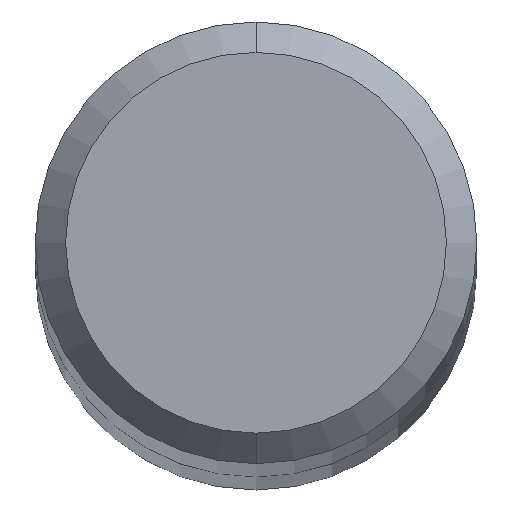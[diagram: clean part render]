
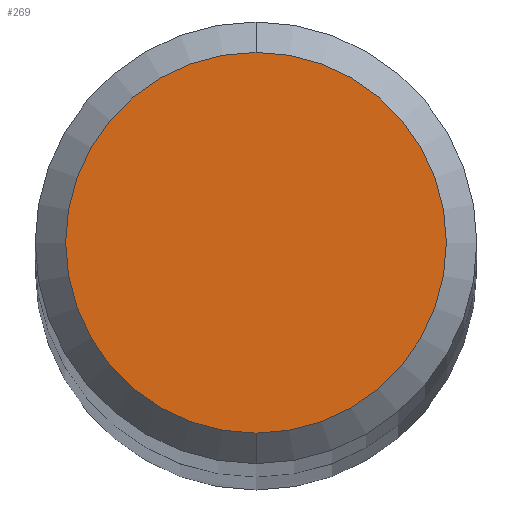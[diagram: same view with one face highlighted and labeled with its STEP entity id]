
A CAD part, top view. The second image highlights one B-rep face of the part: STEP entity #269.
In plain terms, the highlighted planar face has unit normal (0, 0, 1).
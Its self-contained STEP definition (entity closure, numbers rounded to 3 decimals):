
#163=VERTEX_POINT('',#422);
#269=ADVANCED_FACE('',(#541),#542,.T.);
#283=EDGE_CURVE('',#317,#163,#558,.T.);
#317=VERTEX_POINT('',#594);
#373=EDGE_CURVE('',#163,#317,#654,.T.);
#422=CARTESIAN_POINT('',(0.0,1.25,48.0));
#541=FACE_OUTER_BOUND('',#958,.T.);
#542=PLANE('',#959);
#558=CIRCLE('',#1006,1.25);
#594=CARTESIAN_POINT('',(0.,-1.25,48.0));
#654=CIRCLE('',#1237,1.25);
#958=EDGE_LOOP('',(#1457,#1458));
#959=AXIS2_PLACEMENT_3D('',#1459,#1460,#1461);
#1006=AXIS2_PLACEMENT_3D('',#1482,#1483,#1484);
#1237=AXIS2_PLACEMENT_3D('',#1569,#1570,#1571);
#1457=ORIENTED_EDGE('',*,*,#373,.F.);
#1458=ORIENTED_EDGE('',*,*,#283,.F.);
#1459=CARTESIAN_POINT('',(0.0,0.625,48.0));
#1460=DIRECTION('',(-0.0,0.0,1.0));
#1461=DIRECTION('',(0.0,-1.0,0.0));
#1482=CARTESIAN_POINT('',(0.0,0.0,48.0));
#1483=DIRECTION('',(0.0,0.0,-1.0));
#1484=DIRECTION('',(0.0,1.0,0.0));
#1569=CARTESIAN_POINT('',(0.0,0.0,48.0));
#1570=DIRECTION('',(0.0,0.0,-1.0));
#1571=DIRECTION('',(0.0,1.0,0.0));
